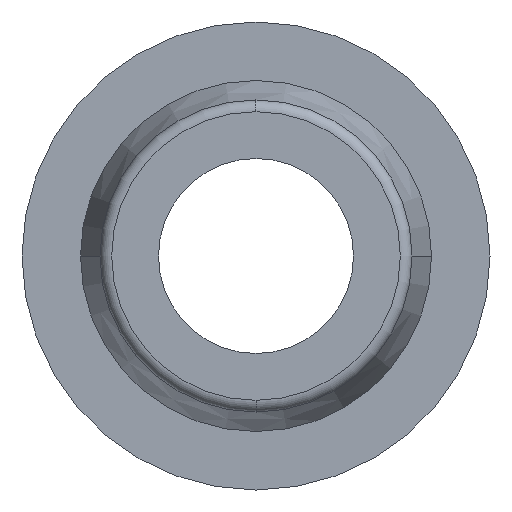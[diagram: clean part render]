
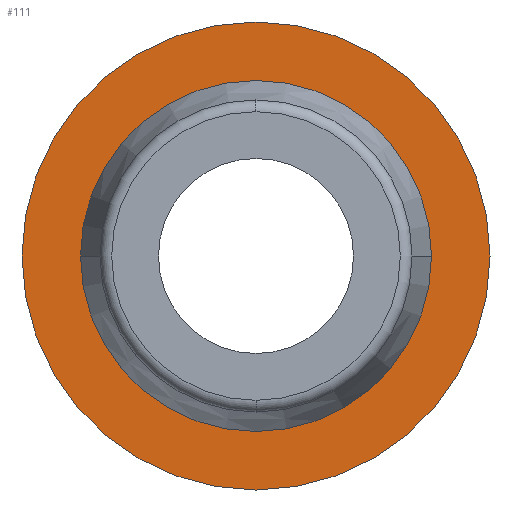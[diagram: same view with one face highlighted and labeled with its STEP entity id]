
A CAD part, front view. The second image highlights one B-rep face of the part: STEP entity #111.
In plain terms, the highlighted planar face has unit normal (0, -1, 0).
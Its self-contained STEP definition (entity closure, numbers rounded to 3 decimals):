
#111=ADVANCED_FACE('',(#236,#237),#238,.T.);
#236=FACE_OUTER_BOUND('',#373,.T.);
#237=FACE_BOUND('',#374,.T.);
#238=PLANE('',#375);
#373=EDGE_LOOP('',(#620,#621));
#374=EDGE_LOOP('',(#622,#623));
#375=AXIS2_PLACEMENT_3D('',#624,#625,#626);
#620=ORIENTED_EDGE('',*,*,#804,.T.);
#621=ORIENTED_EDGE('',*,*,#860,.T.);
#622=ORIENTED_EDGE('',*,*,#769,.F.);
#623=ORIENTED_EDGE('',*,*,#832,.F.);
#624=CARTESIAN_POINT('',(0.0,14.0,0.0));
#625=DIRECTION('',(0.0,-1.0,0.0));
#626=DIRECTION('',(-1.0,0.0,0.0));
#769=EDGE_CURVE('',#897,#893,#899,.T.);
#804=EDGE_CURVE('',#949,#954,#956,.T.);
#832=EDGE_CURVE('',#893,#897,#1000,.T.);
#860=EDGE_CURVE('',#954,#949,#1035,.T.);
#893=VERTEX_POINT('',#1070);
#897=VERTEX_POINT('',#1075);
#899=CIRCLE('',#1078,4.5);
#949=VERTEX_POINT('',#1138);
#954=VERTEX_POINT('',#1144);
#956=CIRCLE('',#1147,6.0);
#1000=CIRCLE('',#1193,4.5);
#1035=CIRCLE('',#1238,6.0);
#1070=CARTESIAN_POINT('',(4.5,14.0,0.));
#1075=CARTESIAN_POINT('',(-4.5,14.0,0.));
#1078=AXIS2_PLACEMENT_3D('',#1282,#1283,#1284);
#1138=CARTESIAN_POINT('',(6.0,14.0,0.0));
#1144=CARTESIAN_POINT('',(-6.0,14.0,0.));
#1147=AXIS2_PLACEMENT_3D('',#1339,#1340,#1341);
#1193=AXIS2_PLACEMENT_3D('',#1398,#1399,#1400);
#1238=AXIS2_PLACEMENT_3D('',#1438,#1439,#1440);
#1282=CARTESIAN_POINT('',(0.0,14.0,0.0));
#1283=DIRECTION('',(0.0,-1.0,0.0));
#1284=DIRECTION('',(1.0,0.0,0.0));
#1339=CARTESIAN_POINT('',(0.0,14.0,0.0));
#1340=DIRECTION('',(0.0,-1.0,0.0));
#1341=DIRECTION('',(1.0,0.0,0.0));
#1398=CARTESIAN_POINT('',(0.0,14.0,0.0));
#1399=DIRECTION('',(0.0,-1.0,0.0));
#1400=DIRECTION('',(1.0,0.0,0.0));
#1438=CARTESIAN_POINT('',(0.0,14.0,0.0));
#1439=DIRECTION('',(0.0,-1.0,0.0));
#1440=DIRECTION('',(1.0,0.0,0.0));
